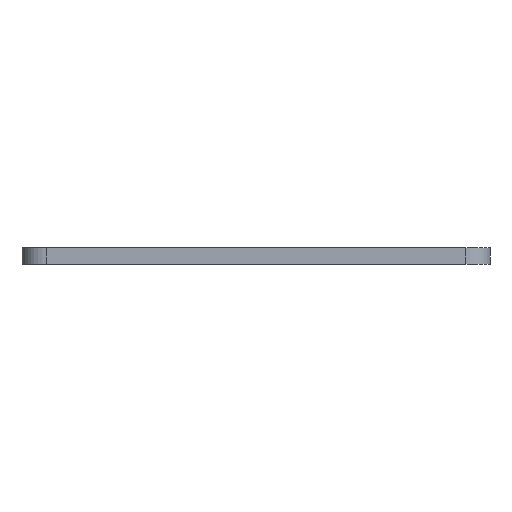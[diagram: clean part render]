
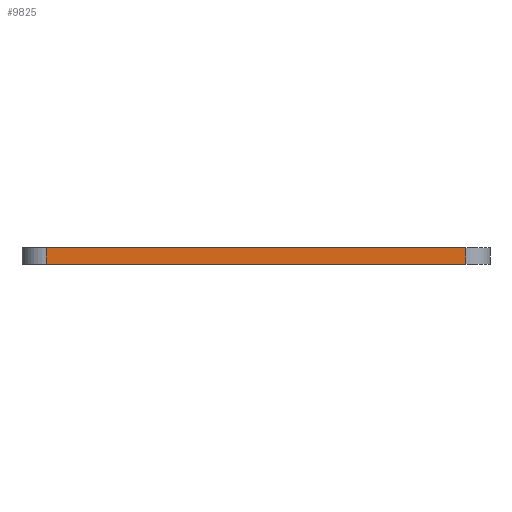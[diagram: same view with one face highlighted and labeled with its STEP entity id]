
A CAD part, left-side view. The second image highlights one B-rep face of the part: STEP entity #9825.
In plain terms, the highlighted planar face has unit normal (-1, 0, 0).
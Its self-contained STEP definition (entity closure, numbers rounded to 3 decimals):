
#1679=FACE_OUTER_BOUND('',#2243,.T.);
#2243=EDGE_LOOP('',(#9088,#9089,#9090,#9091));
#2934=LINE('',#20805,#3674);
#2984=LINE('',#20931,#3724);
#2985=LINE('',#20934,#3725);
#2986=LINE('',#20935,#3726);
#3674=VECTOR('',#10944,10.);
#3724=VECTOR('',#11070,10.);
#3725=VECTOR('',#11073,10.);
#3726=VECTOR('',#11074,10.);
#4674=VERTEX_POINT('',#20802);
#4675=VERTEX_POINT('',#20804);
#4713=VERTEX_POINT('',#20929);
#4714=VERTEX_POINT('',#20933);
#6125=EDGE_CURVE('',#4674,#4675,#2934,.T.);
#6183=EDGE_CURVE('',#4713,#4675,#2984,.T.);
#6184=EDGE_CURVE('',#4714,#4713,#2985,.T.);
#6185=EDGE_CURVE('',#4714,#4674,#2986,.T.);
#9088=ORIENTED_EDGE('',*,*,#6184,.T.);
#9089=ORIENTED_EDGE('',*,*,#6183,.T.);
#9090=ORIENTED_EDGE('',*,*,#6125,.F.);
#9091=ORIENTED_EDGE('',*,*,#6185,.F.);
#9299=PLANE('',#10000);
#9825=ADVANCED_FACE('',(#1679),#9299,.T.);
#10000=AXIS2_PLACEMENT_3D('',#20932,#11071,#11072);
#10944=DIRECTION('',(0.,-1.,0.));
#11070=DIRECTION('',(0.,0.,1.));
#11071=DIRECTION('center_axis',(-1.,0.,0.));
#11072=DIRECTION('ref_axis',(0.,-1.,0.));
#11073=DIRECTION('',(0.,-1.,0.));
#11074=DIRECTION('',(0.,0.,1.));
#20802=CARTESIAN_POINT('',(-43.,24.,15.));
#20804=CARTESIAN_POINT('',(-43.,-28.44,15.));
#20805=CARTESIAN_POINT('',(-43.,24.,15.));
#20929=CARTESIAN_POINT('',(-43.,-28.44,13.));
#20931=CARTESIAN_POINT('',(-43.,-28.44,13.));
#20932=CARTESIAN_POINT('Origin',(-43.,24.,13.));
#20933=CARTESIAN_POINT('',(-43.,24.,13.));
#20934=CARTESIAN_POINT('',(-43.,24.,13.));
#20935=CARTESIAN_POINT('',(-43.,24.,13.));
